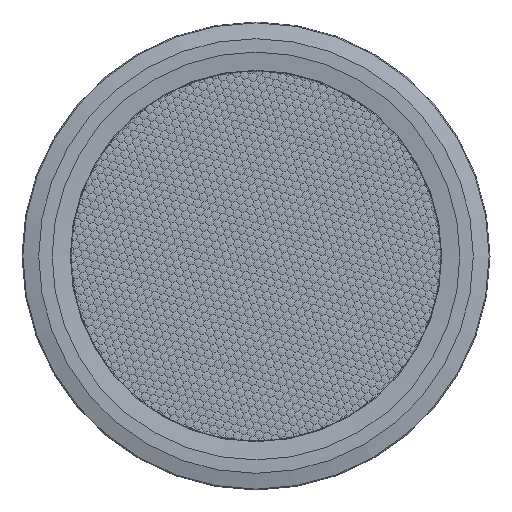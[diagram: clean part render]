
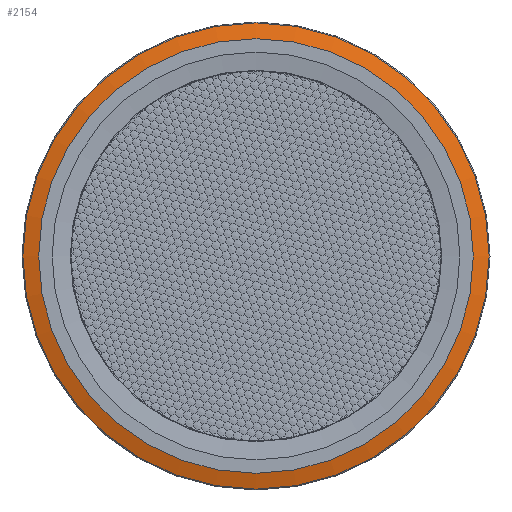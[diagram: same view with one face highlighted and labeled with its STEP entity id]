
A CAD part, top view. The second image highlights one B-rep face of the part: STEP entity #2154.
In plain terms, the highlighted conical face has half-angle 75 degrees and reference radius 42.339 mm.
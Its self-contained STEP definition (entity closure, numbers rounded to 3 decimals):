
#2005=CONICAL_SURFACE('',#37388,42.339,75.);
#2065=FACE_BOUND('',#6310,.T.);
#2066=FACE_BOUND('',#6311,.T.);
#2154=ADVANCED_FACE('',(#2065,#2066),#2005,.T.);
#6310=EDGE_LOOP('',(#14449));
#6311=EDGE_LOOP('',(#14450));
#8749=CIRCLE('',#37362,42.339);
#8767=CIRCLE('',#37387,39.47);
#14449=ORIENTED_EDGE('',*,*,#30859,.F.);
#14450=ORIENTED_EDGE('',*,*,#30915,.T.);
#26726=VERTEX_POINT('',#60621);
#26782=VERTEX_POINT('',#61166);
#30859=EDGE_CURVE('',#26726,#26726,#8749,.T.);
#30915=EDGE_CURVE('',#26782,#26782,#8767,.T.);
#37362=AXIS2_PLACEMENT_3D('',#60620,#45034,#45035);
#37387=AXIS2_PLACEMENT_3D('',#61165,#45090,#45091);
#37388=AXIS2_PLACEMENT_3D('',#61167,#45092,#45093);
#45034=DIRECTION('',(0.,0.,-1.));
#45035=DIRECTION('',(-1.,0.,0.));
#45090=DIRECTION('',(0.,0.,-1.));
#45091=DIRECTION('',(1.,0.,0.));
#45092=DIRECTION('',(0.,0.,-1.));
#45093=DIRECTION('',(-1.,0.,0.));
#60620=CARTESIAN_POINT('',(3.18,57.539,59.331));
#60621=CARTESIAN_POINT('',(-39.158,57.539,59.331));
#61165=CARTESIAN_POINT('',(3.18,57.539,60.1));
#61166=CARTESIAN_POINT('',(42.651,57.539,60.1));
#61167=CARTESIAN_POINT('',(3.18,57.539,59.331));
